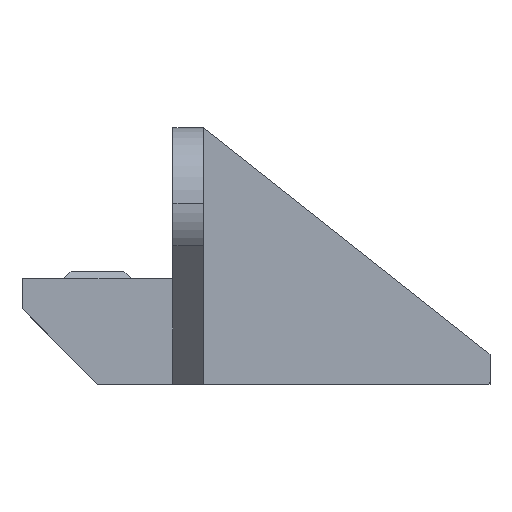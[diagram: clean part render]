
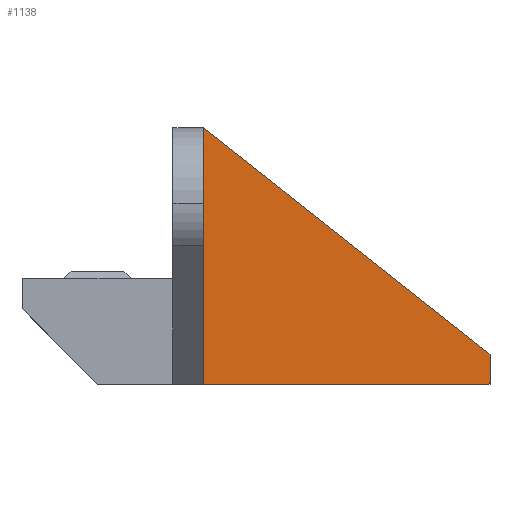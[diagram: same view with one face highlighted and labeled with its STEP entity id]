
A CAD part, front view. The second image highlights one B-rep face of the part: STEP entity #1138.
In plain terms, the highlighted planar face has unit normal (0, -1, 0).
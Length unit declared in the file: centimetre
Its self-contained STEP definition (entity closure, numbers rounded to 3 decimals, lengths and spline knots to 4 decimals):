
#31=LINE($,#1645,#152);
#35=LINE($,#1652,#156);
#36=LINE($,#1655,#157);
#101=LINE($,#1811,#222);
#106=LINE($,#1820,#227);
#107=LINE($,#1823,#228);
#108=LINE($,#1824,#229);
#152=VECTOR($,#1329,0.4);
#156=VECTOR($,#1335,0.4);
#157=VECTOR($,#1338,4.8415);
#222=VECTOR($,#1477,0.);
#227=VECTOR($,#1486,3.4);
#228=VECTOR($,#1489,3.8);
#229=VECTOR($,#1490,0.4);
#288=PLANE($,#1229);
#374=FACE_OUTER_BOUND($,#450,.T.);
#450=EDGE_LOOP($,(#962,#963,#964,#965,#966,#967,#968));
#541=VERTEX_POINT($,#1642);
#542=VERTEX_POINT($,#1644);
#543=VERTEX_POINT($,#1648);
#544=VERTEX_POINT($,#1650);
#545=VERTEX_POINT($,#1654);
#601=VERTEX_POINT($,#1818);
#602=VERTEX_POINT($,#1822);
#651=EDGE_CURVE($,#542,#541,#31,.F.);
#655=EDGE_CURVE($,#544,#543,#35,.F.);
#656=EDGE_CURVE($,#545,#543,#36,.F.);
#733=EDGE_CURVE($,#544,#542,#101,.F.);
#738=EDGE_CURVE($,#541,#601,#106,.F.);
#739=EDGE_CURVE($,#602,#601,#107,.F.);
#740=EDGE_CURVE($,#602,#545,#108,.T.);
#962=ORIENTED_EDGE($,*,*,#738,.T.);
#963=ORIENTED_EDGE($,*,*,#739,.F.);
#964=ORIENTED_EDGE($,*,*,#740,.T.);
#965=ORIENTED_EDGE($,*,*,#656,.T.);
#966=ORIENTED_EDGE($,*,*,#655,.F.);
#967=ORIENTED_EDGE($,*,*,#733,.T.);
#968=ORIENTED_EDGE($,*,*,#651,.T.);
#1138=ADVANCED_FACE($,(#374),#288,.T.);
#1229=AXIS2_PLACEMENT_3D($,#1821,#1487,#1488);
#1329=DIRECTION($,(-1.,0.,0.));
#1335=DIRECTION($,(-1.,0.,0.));
#1338=DIRECTION($,(0.785,0.,-0.62));
#1477=DIRECTION($,(0.,0.,1.));
#1486=DIRECTION($,(0.,0.,1.));
#1487=DIRECTION('center_axis',(0.,-1.,0.));
#1488=DIRECTION('ref_axis',(1.,0.,0.));
#1489=DIRECTION($,(1.,0.,0.));
#1490=DIRECTION($,(0.,0.,1.));
#1642=CARTESIAN_POINT('',(-4.3802,1.057,3.));
#1644=CARTESIAN_POINT('',(-4.7802,1.057,3.));
#1645=CARTESIAN_POINT($,(-5.7802,1.057,3.));
#1648=CARTESIAN_POINT('',(-4.3802,1.057,3.));
#1650=CARTESIAN_POINT('',(-4.7802,1.057,3.));
#1652=CARTESIAN_POINT($,(-5.2302,1.057,3.));
#1654=CARTESIAN_POINT('',(-0.5802,1.057,0.));
#1655=CARTESIAN_POINT($,(-4.1925,1.057,2.8518));
#1811=CARTESIAN_POINT($,(-4.7802,1.057,0.5047));
#1818=CARTESIAN_POINT('',(-4.3802,1.057,-0.4));
#1820=CARTESIAN_POINT($,(-4.3802,1.057,1.));
#1821=CARTESIAN_POINT('Origin',(-6.7802,1.057,0.));
#1822=CARTESIAN_POINT('',(-0.5802,1.057,-0.4));
#1823=CARTESIAN_POINT($,(-5.2302,1.057,-0.4));
#1824=CARTESIAN_POINT($,(-0.5802,1.057,0.));
